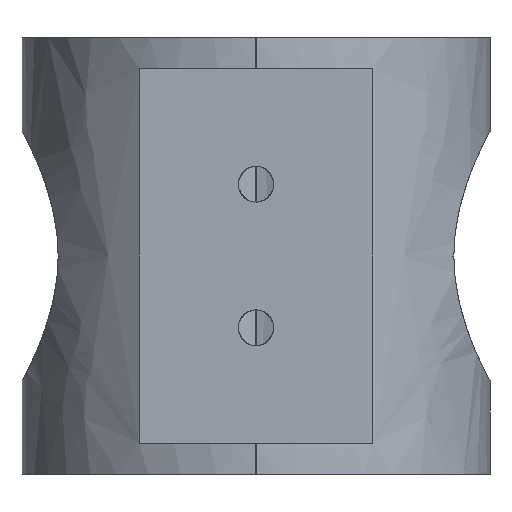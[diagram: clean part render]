
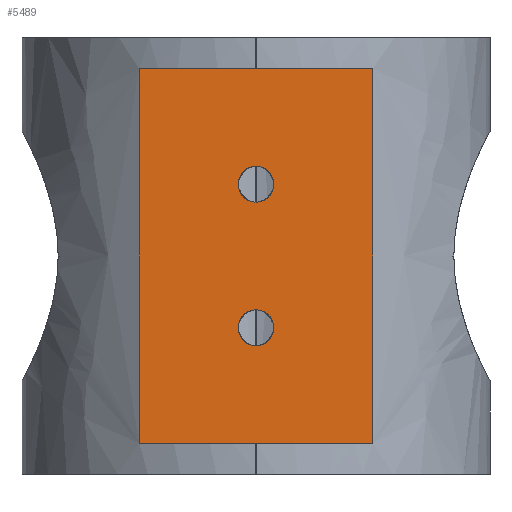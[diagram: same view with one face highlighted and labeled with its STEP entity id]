
A CAD part, front view. The second image highlights one B-rep face of the part: STEP entity #5489.
In plain terms, the highlighted free-form (B-spline) face has degree [1, 1] with [2, 2] control points.
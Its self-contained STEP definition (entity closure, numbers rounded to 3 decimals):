
#5386=(
BOUNDED_SURFACE()
B_SPLINE_SURFACE(1,1,((#5387,#5388),(#5389,#5390)),.UNSPECIFIED.,.F.,.F.,.F.)
B_SPLINE_SURFACE_WITH_KNOTS((2,2),(2,2),(0.000,1.000),(0.000,1.000),.UNSPECIFIED.)
GEOMETRIC_REPRESENTATION_ITEM()
RATIONAL_B_SPLINE_SURFACE(((1.,1.),(1.,1.)))
REPRESENTATION_ITEM('')
SURFACE()
);
#5387=CARTESIAN_POINT('',(10.315,-13.,-12.));
#5388=CARTESIAN_POINT('',(-19.715,-13.,-12.));
#5389=CARTESIAN_POINT('',(10.315,-13.,12.));
#5390=CARTESIAN_POINT('',(-19.715,-13.,12.));
#5391=CARTESIAN_POINT('',(7.483,-13.,-12.));
#5392=VERTEX_POINT('',#5391);
#5393=(
BOUNDED_CURVE()
B_SPLINE_CURVE(1,(#5394,#5395),.UNSPECIFIED.,.F.,.F.)
B_SPLINE_CURVE_WITH_KNOTS((2,2),(0.000,1.000),.UNSPECIFIED.)
CURVE()
GEOMETRIC_REPRESENTATION_ITEM()
RATIONAL_B_SPLINE_CURVE((1.,1.))
REPRESENTATION_ITEM('')
);
#5394=CARTESIAN_POINT('',(7.483,-13.,-12.));
#5395=CARTESIAN_POINT('',(-7.483,-13.,-12.));
#5396=CARTESIAN_POINT('',(-7.483,-13.,-12.));
#5397=VERTEX_POINT('',#5396);
#5398=EDGE_CURVE('',#5392,#5397,#5393,.T.);
#5399=ORIENTED_EDGE('',*,*,#5398,.T.);
#5400=(
BOUNDED_CURVE()
B_SPLINE_CURVE(1,(#5401,#5402),.UNSPECIFIED.,.F.,.F.)
B_SPLINE_CURVE_WITH_KNOTS((2,2),(0.000,1.000),.UNSPECIFIED.)
CURVE()
GEOMETRIC_REPRESENTATION_ITEM()
RATIONAL_B_SPLINE_CURVE((1.,1.))
REPRESENTATION_ITEM('')
);
#5401=CARTESIAN_POINT('',(-7.483,-13.,-12.));
#5402=CARTESIAN_POINT('',(-7.483,-13.,12.));
#5403=CARTESIAN_POINT('',(-7.483,-13.,12.));
#5404=VERTEX_POINT('',#5403);
#5405=EDGE_CURVE('',#5397,#5404,#5400,.T.);
#5406=ORIENTED_EDGE('',*,*,#5405,.T.);
#5407=(
BOUNDED_CURVE()
B_SPLINE_CURVE(1,(#5408,#5409),.UNSPECIFIED.,.F.,.F.)
B_SPLINE_CURVE_WITH_KNOTS((2,2),(0.000,1.000),.UNSPECIFIED.)
CURVE()
GEOMETRIC_REPRESENTATION_ITEM()
RATIONAL_B_SPLINE_CURVE((1.,1.))
REPRESENTATION_ITEM('')
);
#5408=CARTESIAN_POINT('',(-7.483,-13.,12.));
#5409=CARTESIAN_POINT('',(7.483,-13.,12.));
#5410=CARTESIAN_POINT('',(7.483,-13.,12.));
#5411=VERTEX_POINT('',#5410);
#5412=EDGE_CURVE('',#5404,#5411,#5407,.T.);
#5413=ORIENTED_EDGE('',*,*,#5412,.T.);
#5414=(
BOUNDED_CURVE()
B_SPLINE_CURVE(1,(#5415,#5416),.UNSPECIFIED.,.F.,.F.)
B_SPLINE_CURVE_WITH_KNOTS((2,2),(0.000,1.000),.UNSPECIFIED.)
CURVE()
GEOMETRIC_REPRESENTATION_ITEM()
RATIONAL_B_SPLINE_CURVE((1.,1.))
REPRESENTATION_ITEM('')
);
#5415=CARTESIAN_POINT('',(7.483,-13.,12.));
#5416=CARTESIAN_POINT('',(7.483,-13.,-12.));
#5417=EDGE_CURVE('',#5411,#5392,#5414,.T.);
#5418=ORIENTED_EDGE('',*,*,#5417,.T.);
#5419=EDGE_LOOP('',(#5399,#5406,#5413,#5418));
#5420=FACE_OUTER_BOUND('',#5419,.T.);
#5421=CARTESIAN_POINT('',(0.,-13.,-3.45));
#5422=VERTEX_POINT('',#5421);
#5423=(
BOUNDED_CURVE()
B_SPLINE_CURVE(2,(#5424,#5425,#5426),.UNSPECIFIED.,.F.,.F.)
B_SPLINE_CURVE_WITH_KNOTS((3,3),(0.000,1.000),.UNSPECIFIED.)
CURVE()
GEOMETRIC_REPRESENTATION_ITEM()
RATIONAL_B_SPLINE_CURVE((1.,0.707,1.))
REPRESENTATION_ITEM('')
);
#5424=CARTESIAN_POINT('',(0.,-13.,-3.45));
#5425=CARTESIAN_POINT('',(-1.15,-13.,-3.45));
#5426=CARTESIAN_POINT('',(-1.15,-13.,-4.6));
#5427=CARTESIAN_POINT('',(-1.15,-13.,-4.6));
#5428=VERTEX_POINT('',#5427);
#5429=EDGE_CURVE('',#5422,#5428,#5423,.T.);
#5430=ORIENTED_EDGE('',*,*,#5429,.T.);
#5431=(
BOUNDED_CURVE()
B_SPLINE_CURVE(2,(#5432,#5433,#5434),.UNSPECIFIED.,.F.,.F.)
B_SPLINE_CURVE_WITH_KNOTS((3,3),(0.000,1.000),.UNSPECIFIED.)
CURVE()
GEOMETRIC_REPRESENTATION_ITEM()
RATIONAL_B_SPLINE_CURVE((1.,0.707,1.))
REPRESENTATION_ITEM('')
);
#5432=CARTESIAN_POINT('',(-1.15,-13.,-4.6));
#5433=CARTESIAN_POINT('',(-1.15,-13.,-5.75));
#5434=CARTESIAN_POINT('',(0.,-13.,-5.75));
#5435=CARTESIAN_POINT('',(0.,-13.,-5.75));
#5436=VERTEX_POINT('',#5435);
#5437=EDGE_CURVE('',#5428,#5436,#5431,.T.);
#5438=ORIENTED_EDGE('',*,*,#5437,.T.);
#5439=(
BOUNDED_CURVE()
B_SPLINE_CURVE(2,(#5440,#5441,#5442),.UNSPECIFIED.,.F.,.F.)
B_SPLINE_CURVE_WITH_KNOTS((3,3),(0.000,1.000),.UNSPECIFIED.)
CURVE()
GEOMETRIC_REPRESENTATION_ITEM()
RATIONAL_B_SPLINE_CURVE((1.,0.707,1.))
REPRESENTATION_ITEM('')
);
#5440=CARTESIAN_POINT('',(0.,-13.,-5.75));
#5441=CARTESIAN_POINT('',(1.15,-13.,-5.75));
#5442=CARTESIAN_POINT('',(1.15,-13.,-4.6));
#5443=CARTESIAN_POINT('',(1.15,-13.,-4.6));
#5444=VERTEX_POINT('',#5443);
#5445=EDGE_CURVE('',#5436,#5444,#5439,.T.);
#5446=ORIENTED_EDGE('',*,*,#5445,.T.);
#5447=(
BOUNDED_CURVE()
B_SPLINE_CURVE(2,(#5448,#5449,#5450),.UNSPECIFIED.,.F.,.F.)
B_SPLINE_CURVE_WITH_KNOTS((3,3),(0.000,1.000),.UNSPECIFIED.)
CURVE()
GEOMETRIC_REPRESENTATION_ITEM()
RATIONAL_B_SPLINE_CURVE((1.,0.707,1.))
REPRESENTATION_ITEM('')
);
#5448=CARTESIAN_POINT('',(1.15,-13.,-4.6));
#5449=CARTESIAN_POINT('',(1.15,-13.,-3.45));
#5450=CARTESIAN_POINT('',(0.,-13.,-3.45));
#5451=EDGE_CURVE('',#5444,#5422,#5447,.T.);
#5452=ORIENTED_EDGE('',*,*,#5451,.T.);
#5453=EDGE_LOOP('',(#5430,#5438,#5446,#5452));
#5454=FACE_BOUND('',#5453,.T.);
#5455=CARTESIAN_POINT('',(0.,-13.,5.75));
#5456=VERTEX_POINT('',#5455);
#5457=(
BOUNDED_CURVE()
B_SPLINE_CURVE(2,(#5458,#5459,#5460),.UNSPECIFIED.,.F.,.F.)
B_SPLINE_CURVE_WITH_KNOTS((3,3),(0.000,1.000),.UNSPECIFIED.)
CURVE()
GEOMETRIC_REPRESENTATION_ITEM()
RATIONAL_B_SPLINE_CURVE((1.,0.707,1.))
REPRESENTATION_ITEM('')
);
#5458=CARTESIAN_POINT('',(0.,-13.,5.75));
#5459=CARTESIAN_POINT('',(-1.15,-13.,5.75));
#5460=CARTESIAN_POINT('',(-1.15,-13.,4.6));
#5461=CARTESIAN_POINT('',(-1.15,-13.,4.6));
#5462=VERTEX_POINT('',#5461);
#5463=EDGE_CURVE('',#5456,#5462,#5457,.T.);
#5464=ORIENTED_EDGE('',*,*,#5463,.T.);
#5465=(
BOUNDED_CURVE()
B_SPLINE_CURVE(2,(#5466,#5467,#5468),.UNSPECIFIED.,.F.,.F.)
B_SPLINE_CURVE_WITH_KNOTS((3,3),(0.000,1.000),.UNSPECIFIED.)
CURVE()
GEOMETRIC_REPRESENTATION_ITEM()
RATIONAL_B_SPLINE_CURVE((1.,0.707,1.))
REPRESENTATION_ITEM('')
);
#5466=CARTESIAN_POINT('',(-1.15,-13.,4.6));
#5467=CARTESIAN_POINT('',(-1.15,-13.,3.45));
#5468=CARTESIAN_POINT('',(0.,-13.,3.45));
#5469=CARTESIAN_POINT('',(0.,-13.,3.45));
#5470=VERTEX_POINT('',#5469);
#5471=EDGE_CURVE('',#5462,#5470,#5465,.T.);
#5472=ORIENTED_EDGE('',*,*,#5471,.T.);
#5473=(
BOUNDED_CURVE()
B_SPLINE_CURVE(2,(#5474,#5475,#5476),.UNSPECIFIED.,.F.,.F.)
B_SPLINE_CURVE_WITH_KNOTS((3,3),(0.000,1.000),.UNSPECIFIED.)
CURVE()
GEOMETRIC_REPRESENTATION_ITEM()
RATIONAL_B_SPLINE_CURVE((1.,0.707,1.))
REPRESENTATION_ITEM('')
);
#5474=CARTESIAN_POINT('',(0.,-13.,3.45));
#5475=CARTESIAN_POINT('',(1.15,-13.,3.45));
#5476=CARTESIAN_POINT('',(1.15,-13.,4.6));
#5477=CARTESIAN_POINT('',(1.15,-13.,4.6));
#5478=VERTEX_POINT('',#5477);
#5479=EDGE_CURVE('',#5470,#5478,#5473,.T.);
#5480=ORIENTED_EDGE('',*,*,#5479,.T.);
#5481=(
BOUNDED_CURVE()
B_SPLINE_CURVE(2,(#5482,#5483,#5484),.UNSPECIFIED.,.F.,.F.)
B_SPLINE_CURVE_WITH_KNOTS((3,3),(0.000,1.000),.UNSPECIFIED.)
CURVE()
GEOMETRIC_REPRESENTATION_ITEM()
RATIONAL_B_SPLINE_CURVE((1.,0.707,1.))
REPRESENTATION_ITEM('')
);
#5482=CARTESIAN_POINT('',(1.15,-13.,4.6));
#5483=CARTESIAN_POINT('',(1.15,-13.,5.75));
#5484=CARTESIAN_POINT('',(0.,-13.,5.75));
#5485=EDGE_CURVE('',#5478,#5456,#5481,.T.);
#5486=ORIENTED_EDGE('',*,*,#5485,.T.);
#5487=EDGE_LOOP('',(#5464,#5472,#5480,#5486));
#5488=FACE_BOUND('',#5487,.T.);
#5489=ADVANCED_FACE('',(#5420,#5454,#5488),#5386,.T.);
